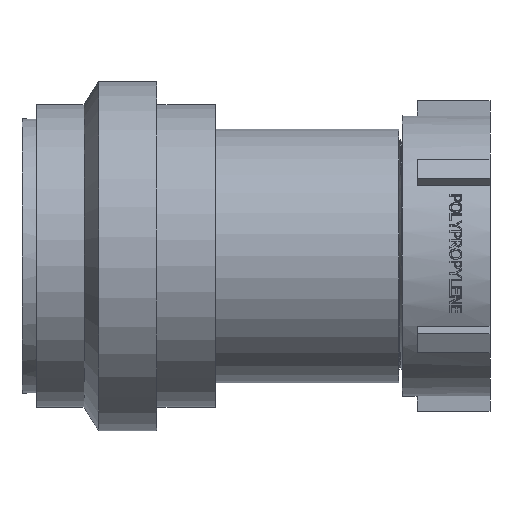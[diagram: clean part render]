
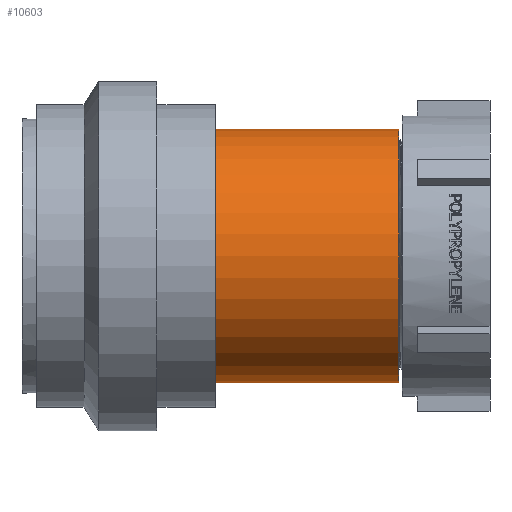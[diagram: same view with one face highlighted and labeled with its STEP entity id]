
A CAD part, front view. The second image highlights one B-rep face of the part: STEP entity #10603.
In plain terms, the highlighted cylindrical face has radius 27.559 mm (diameter 55.118 mm), a full revolution.
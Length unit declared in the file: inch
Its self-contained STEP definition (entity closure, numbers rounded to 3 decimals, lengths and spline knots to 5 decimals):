
#2652=FACE_BOUND('',#3538,.T.);
#2857=FACE_OUTER_BOUND('',#3537,.T.);
#3537=EDGE_LOOP('',(#7514));
#3538=EDGE_LOOP('',(#7515));
#4323=CIRCLE('',#11321,1.085);
#4328=CIRCLE('',#11331,1.085);
#4674=VERTEX_POINT('',#16660);
#4679=VERTEX_POINT('',#16675);
#5802=EDGE_CURVE('',#4674,#4674,#4323,.T.);
#5807=EDGE_CURVE('',#4679,#4679,#4328,.T.);
#7514=ORIENTED_EDGE('',*,*,#5802,.T.);
#7515=ORIENTED_EDGE('',*,*,#5807,.F.);
#10447=CYLINDRICAL_SURFACE('',#11330,1.085);
#10603=ADVANCED_FACE('',(#2857,#2652),#10447,.T.);
#11321=AXIS2_PLACEMENT_3D('',#16661,#12284,#12285);
#11330=AXIS2_PLACEMENT_3D('',#16674,#12302,#12303);
#11331=AXIS2_PLACEMENT_3D('',#16676,#12304,#12305);
#12284=DIRECTION('center_axis',(1.,0.,0.));
#12285=DIRECTION('ref_axis',(0.,1.,0.));
#12302=DIRECTION('center_axis',(1.,0.,0.));
#12303=DIRECTION('ref_axis',(0.,1.,0.));
#12304=DIRECTION('center_axis',(1.,0.,0.));
#12305=DIRECTION('ref_axis',(0.,0.,-1.));
#16660=CARTESIAN_POINT('',(1.64406,-1.085,0.));
#16661=CARTESIAN_POINT('Origin',(1.64406,0.,0.));
#16674=CARTESIAN_POINT('Origin',(1.805,0.,0.));
#16675=CARTESIAN_POINT('',(3.23,1.085,0.));
#16676=CARTESIAN_POINT('Origin',(3.23,0.,0.));
